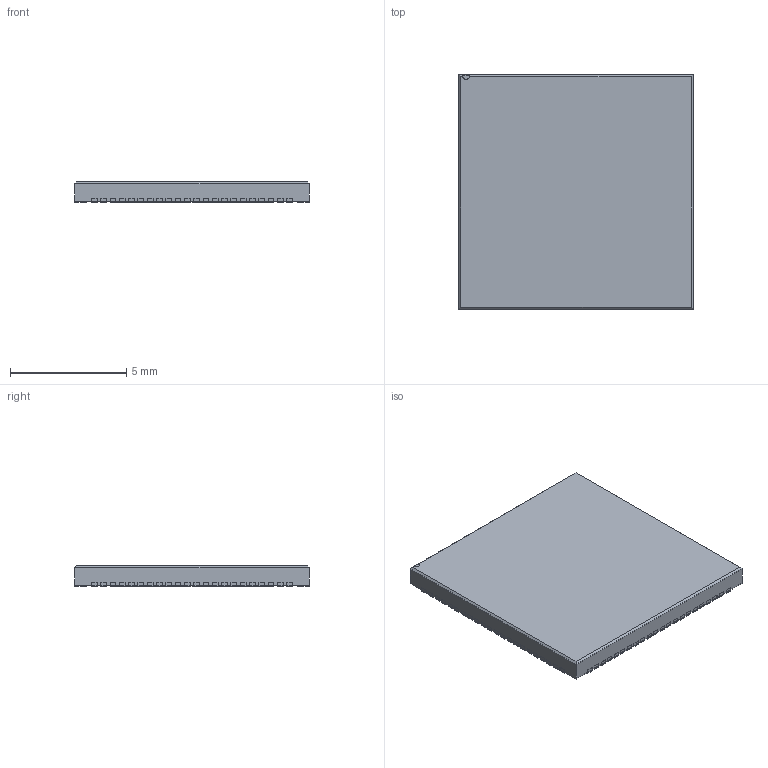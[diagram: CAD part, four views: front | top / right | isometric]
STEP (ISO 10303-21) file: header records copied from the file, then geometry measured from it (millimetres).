
FILE_DESCRIPTION(/* description */ (''),/* implementation_level */ '2;1');
FILE_NAME(/* name */ 'qfn_1635171565336.stp',/* time_stamp */ '2021-10-25T14:19:30Z',/* author */ (''),/* organization */ (''),/* preprocessor_version */ 'ST-DEVELOPER v19',/* originating_system */ 'ASM',/* authorisation */ '');
FILE_SCHEMA (('AUTOMOTIVE_DESIGN { 1 0 10303 214 3 1 1 }'));
Length unit declared in the file: millimetre
Products named in the file (1): qfn_1635171565336
Bounding box: 10.1 x 10.1 x 0.9 mm (x, y, z)
Volume: 89.3 mm3; surface area: 267.5 mm2
Topology: 45 solids, 45 shells, 897 faces, 2326 edges, 1520 vertices
Faces by surface type: plane 808, cylinder 89
Entity records: 27749 total; most frequent: CARTESIAN_POINT 4744, ORIENTED_EDGE 4652, DIRECTION 4302, EDGE_CURVE 2326, LINE 2146, VECTOR 2146, VERTEX_POINT 1520, AXIS2_PLACEMENT_3D 1078
